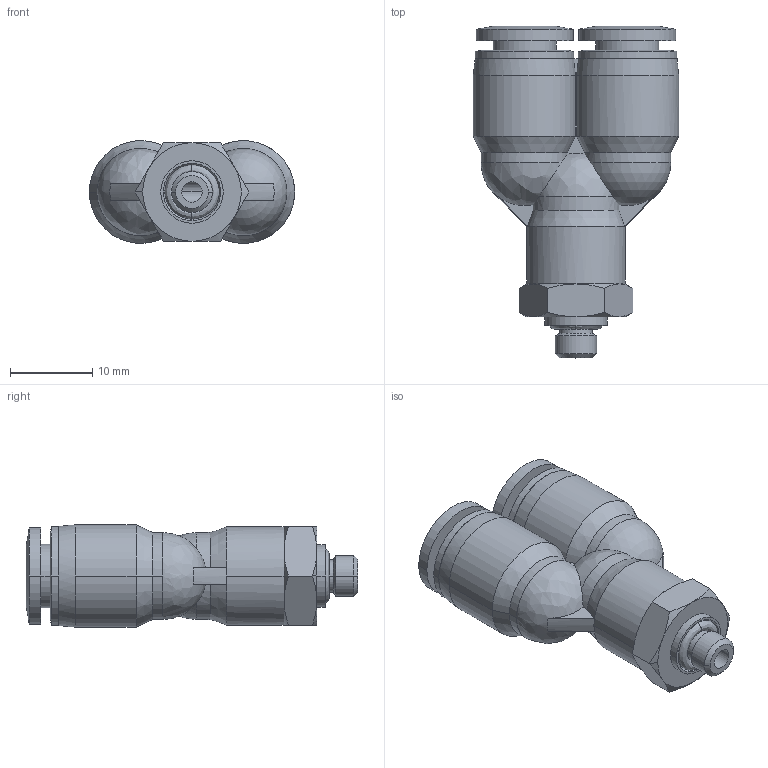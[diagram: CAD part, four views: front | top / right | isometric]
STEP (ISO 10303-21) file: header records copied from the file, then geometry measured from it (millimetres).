
FILE_DESCRIPTION (( 'STEP AP214' ), '1' );
FILE_NAME ('MY6M-M5.step', '2016-02-24T20:45:51', ( '' ), ( '' ), 'SwSTEP 2.0', 'SolidWorks 2015', '' );
FILE_SCHEMA (( 'AUTOMOTIVE_DESIGN' ));
Length unit declared in the file: inch
Products named in the file (1): MY6M-M5
Bounding box: 25 x 40.4 x 12.49 mm (x, y, z)
Volume: 4971.9 mm3; surface area: 3774.1 mm2
Topology: 2 solids, 2 shells, 122 faces, 282 edges, 170 vertices
Faces by surface type: cylinder 42, cone 36, plane 26, bspline 12, torus 5, sphere 1
Entity records: 3918 total; most frequent: CARTESIAN_POINT 1176, DIRECTION 569, ORIENTED_EDGE 558, EDGE_CURVE 279, AXIS2_PLACEMENT_3D 245, VERTEX_POINT 170, EDGE_LOOP 137, CIRCLE 134
